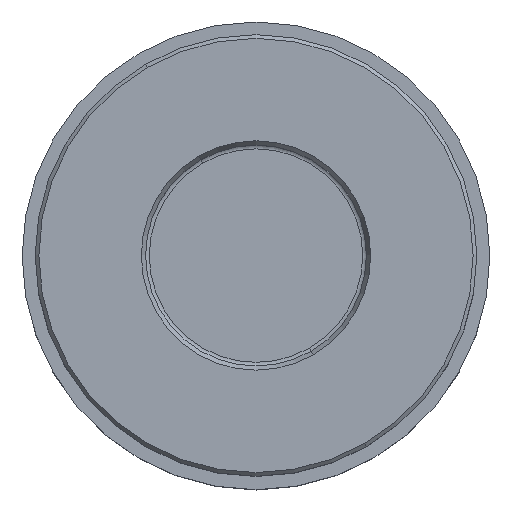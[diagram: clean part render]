
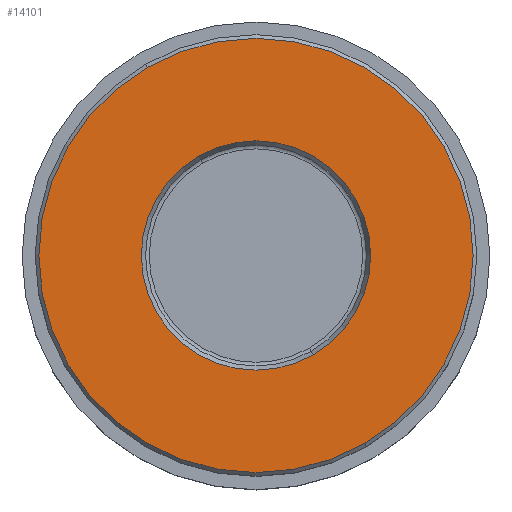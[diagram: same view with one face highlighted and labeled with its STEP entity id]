
A CAD part, top view. The second image highlights one B-rep face of the part: STEP entity #14101.
In plain terms, the highlighted planar face has unit normal (0, 0, 1).
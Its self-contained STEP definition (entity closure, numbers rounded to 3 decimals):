
#224=CARTESIAN_POINT('',(0.,0.,51.));
#225=DIRECTION('',(0.,0.,1.));
#226=DIRECTION('',(-0.5,0.866,0.));
#227=AXIS2_PLACEMENT_3D('',#224,#225,#226);
#232=CARTESIAN_POINT('',(0.,0.,51.));
#233=DIRECTION('',(0.,0.,-1.));
#234=DIRECTION('',(-0.5,0.866,0.));
#235=AXIS2_PLACEMENT_3D('',#232,#233,#234);
#240=CARTESIAN_POINT('',(0.,0.,51.));
#241=DIRECTION('',(0.,0.,-1.));
#242=DIRECTION('',(-0.5,0.866,0.));
#243=AXIS2_PLACEMENT_3D('',#240,#241,#242);
#255=CARTESIAN_POINT('',(0.,0.,51.));
#256=DIRECTION('',(0.,0.,1.));
#257=DIRECTION('',(-0.5,0.866,0.));
#258=AXIS2_PLACEMENT_3D('',#255,#256,#257);
#13674=CARTESIAN_POINT('',(-7.789,13.49,51.));
#13675=VERTEX_POINT('',#13674);
#13676=CARTESIAN_POINT('',(-14.75,25.548,51.));
#13678=VERTEX_POINT('',#13676);
#13740=CARTESIAN_POINT('',(7.789,-13.49,51.));
#13741=VERTEX_POINT('',#13740);
#13742=CARTESIAN_POINT('',(14.75,-25.548,51.));
#13744=VERTEX_POINT('',#13742);
#14086=CARTESIAN_POINT('',(0.,0.,51.));
#14087=DIRECTION('',(0.,0.,-1.));
#14088=DIRECTION('',(-0.5,0.866,0.));
#14089=AXIS2_PLACEMENT_3D('',#14086,#14087,#14088);
#14090=PLANE('',#14089);
#14092=ORIENTED_EDGE('',*,*,#14091,.T.);
#14094=ORIENTED_EDGE('',*,*,#14093,.F.);
#14095=EDGE_LOOP('',(#14092,#14094));
#14096=FACE_OUTER_BOUND('',#14095,.F.);
#14097=ORIENTED_EDGE('',*,*,#14081,.T.);
#14098=ORIENTED_EDGE('',*,*,#14065,.F.);
#14099=EDGE_LOOP('',(#14097,#14098));
#14100=FACE_BOUND('',#14099,.F.);
#14101=ADVANCED_FACE('',(#14096,#14100),#14090,.F.);
#228=CIRCLE('',#227,15.577);
#236=CIRCLE('',#235,15.577);
#244=CIRCLE('',#243,29.5);
#259=CIRCLE('',#258,29.5);
#14065=EDGE_CURVE('',#13675,#13741,#236,.T.);
#14081=EDGE_CURVE('',#13675,#13741,#228,.T.);
#14091=EDGE_CURVE('',#13678,#13744,#244,.T.);
#14093=EDGE_CURVE('',#13678,#13744,#259,.T.);
